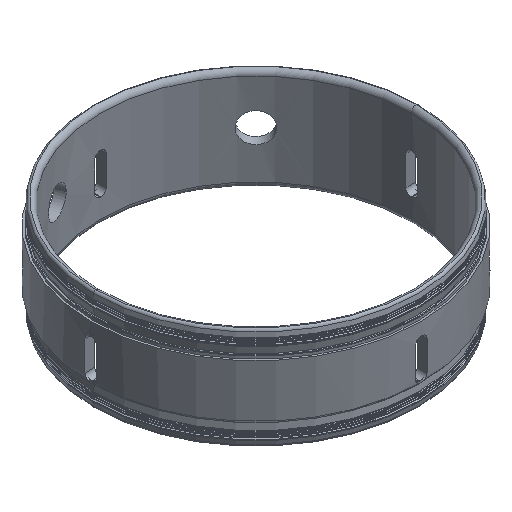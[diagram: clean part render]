
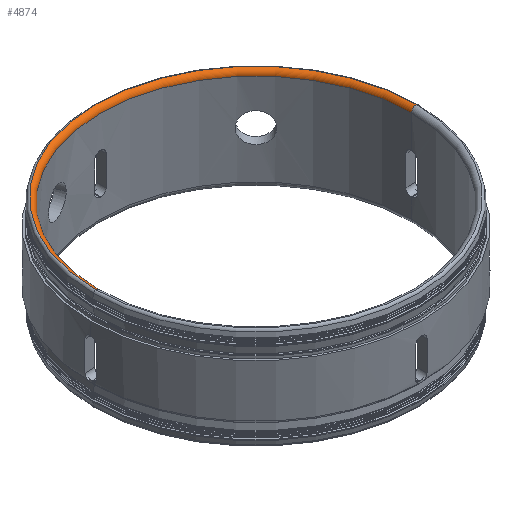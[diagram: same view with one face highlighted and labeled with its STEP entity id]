
A CAD part, isometric view. The second image highlights one B-rep face of the part: STEP entity #4874.
In plain terms, the highlighted toroidal (fillet/blend) face has major radius 122.5 mm and minor radius 4 mm.
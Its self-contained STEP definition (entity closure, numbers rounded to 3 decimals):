
#227 = VERTEX_POINT ( 'NONE', #3226 ) ;
#233 = VERTEX_POINT ( 'NONE', #3264 ) ;
#263 = VERTEX_POINT ( 'NONE', #3543 ) ;
#272 = VERTEX_POINT ( 'NONE', #3644 ) ;
#332 = EDGE_LOOP ( 'NONE', ( #1092, #1128, #1143, #1154 ) ) ;
#1015 = EDGE_CURVE ( 'NONE', #227, #233, #1841, .T. ) ;
#1092 = ORIENTED_EDGE ( 'NONE', *, *, #1103, .T. ) ;
#1103 = EDGE_CURVE ( 'NONE', #263, #272, #2165, .T. ) ;
#1128 = ORIENTED_EDGE ( 'NONE', *, *, #1135, .T. ) ;
#1135 = EDGE_CURVE ( 'NONE', #272, #233, #2420, .T. ) ;
#1143 = ORIENTED_EDGE ( 'NONE', *, *, #1015, .F. ) ;
#1154 = ORIENTED_EDGE ( 'NONE', *, *, #1162, .F. ) ;
#1162 = EDGE_CURVE ( 'NONE', #263, #227, #2631, .T. ) ;
#1841 = CIRCLE ( 'NONE', #1842, 122.054 ) ;
#1842 = AXIS2_PLACEMENT_3D ( 'NONE', #1843, #1844, #1845 ) ;
#1843 = CARTESIAN_POINT ( 'NONE',  ( 0., 0., 55.087 ) ) ;
#1844 = DIRECTION ( 'NONE',  ( 0., 0., -1. ) ) ;
#1845 = DIRECTION ( 'NONE',  ( -1., 0., 0. ) ) ;
#2165 = CIRCLE ( 'NONE', #2166, 118.5 ) ;
#2166 = AXIS2_PLACEMENT_3D ( 'NONE', #2167, #2168, #2169 ) ;
#2167 = CARTESIAN_POINT ( 'NONE',  ( 0., 0., 51.112 ) ) ;
#2168 = DIRECTION ( 'NONE',  ( 0., 0., -1. ) ) ;
#2169 = DIRECTION ( 'NONE',  ( -1., 0., 0. ) ) ;
#2420 = CIRCLE ( 'NONE', #2421, 4. ) ;
#2421 = AXIS2_PLACEMENT_3D ( 'NONE', #2422, #2423, #2424 ) ;
#2422 = CARTESIAN_POINT ( 'NONE',  ( 122.5, 0., 51.112 ) ) ;
#2423 = DIRECTION ( 'NONE',  ( 0., 1., 0. ) ) ;
#2424 = DIRECTION ( 'NONE',  ( -1., 0., 0. ) ) ;
#2631 = CIRCLE ( 'NONE', #2632, 4. ) ;
#2632 = AXIS2_PLACEMENT_3D ( 'NONE', #2633, #2634, #2635 ) ;
#2633 = CARTESIAN_POINT ( 'NONE',  ( -122.5, 0., 51.112 ) ) ;
#2634 = DIRECTION ( 'NONE',  ( 0., -1., 0. ) ) ;
#2635 = DIRECTION ( 'NONE',  ( 0., 0., -1. ) ) ;
#3226 = CARTESIAN_POINT ( 'NONE',  ( -122.054, 0., 55.087 ) ) ;
#3264 = CARTESIAN_POINT ( 'NONE',  ( 122.054, 0., 55.087 ) ) ;
#3501 = FACE_OUTER_BOUND ( 'NONE', #332, .T. ) ;
#3502 = TOROIDAL_SURFACE ( 'NONE', #3503, 122.5, 4. ) ;
#3503 = AXIS2_PLACEMENT_3D ( 'NONE', #3504, #3505, #3506 ) ;
#3504 = CARTESIAN_POINT ( 'NONE',  ( 0., 0., 51.112 ) ) ;
#3505 = DIRECTION ( 'NONE',  ( 0., 0., -1. ) ) ;
#3506 = DIRECTION ( 'NONE',  ( -1., 0., 0. ) ) ;
#3543 = CARTESIAN_POINT ( 'NONE',  ( -118.5, 0., 51.112 ) ) ;
#3644 = CARTESIAN_POINT ( 'NONE',  ( 118.5, 0., 51.112 ) ) ;
#4874 = ADVANCED_FACE ( 'NONE', ( #3501 ), #3502, .T. ) ;
